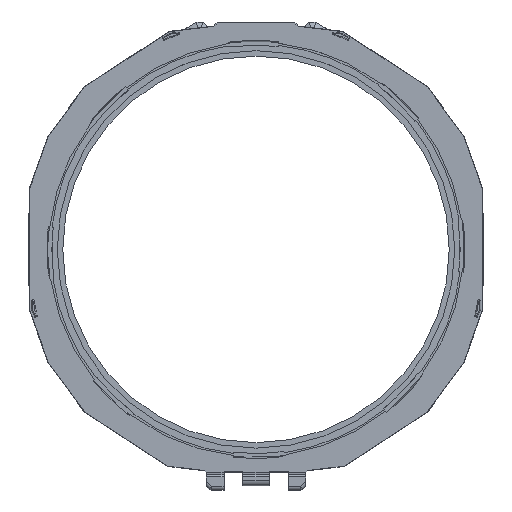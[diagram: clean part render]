
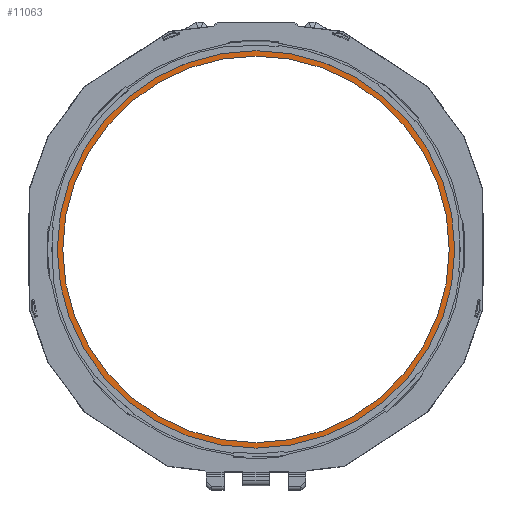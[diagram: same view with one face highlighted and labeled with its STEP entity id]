
A CAD part, top view. The second image highlights one B-rep face of the part: STEP entity #11063.
In plain terms, the highlighted planar face has unit normal (0, 0, 1).
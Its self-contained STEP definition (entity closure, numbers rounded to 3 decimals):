
#665=CIRCLE('',#11691,126.2);
#792=CIRCLE('',#12089,122.725);
#869=FACE_BOUND('',#2207,.T.);
#1557=FACE_OUTER_BOUND('',#2206,.T.);
#2206=EDGE_LOOP('',(#9671));
#2207=EDGE_LOOP('',(#9672));
#4822=VERTEX_POINT('',#17501);
#5194=VERTEX_POINT('',#20078);
#6119=EDGE_CURVE('',#4822,#4822,#665,.T.);
#6733=EDGE_CURVE('',#5194,#5194,#792,.T.);
#9671=ORIENTED_EDGE('',*,*,#6119,.F.);
#9672=ORIENTED_EDGE('',*,*,#6733,.F.);
#10512=PLANE('',#12090);
#11063=ADVANCED_FACE('',(#1557,#869),#10512,.T.);
#11691=AXIS2_PLACEMENT_3D('',#17502,#13802,#13803);
#12089=AXIS2_PLACEMENT_3D('',#20079,#14943,#14944);
#12090=AXIS2_PLACEMENT_3D('',#20081,#14946,#14947);
#13802=DIRECTION('center_axis',(0.,0.,-1.));
#13803=DIRECTION('ref_axis',(1.,0.,0.));
#14943=DIRECTION('center_axis',(0.,0.,1.));
#14944=DIRECTION('ref_axis',(1.,0.,0.));
#14946=DIRECTION('center_axis',(0.,0.,1.));
#14947=DIRECTION('ref_axis',(1.,0.,0.));
#17501=CARTESIAN_POINT('',(-126.2,0.,1.2));
#17502=CARTESIAN_POINT('Origin',(0.,0.,1.2));
#20078=CARTESIAN_POINT('',(-122.725,0.,1.2));
#20079=CARTESIAN_POINT('Origin',(0.,0.,1.2));
#20081=CARTESIAN_POINT('Origin',(0.,0.,1.2));
